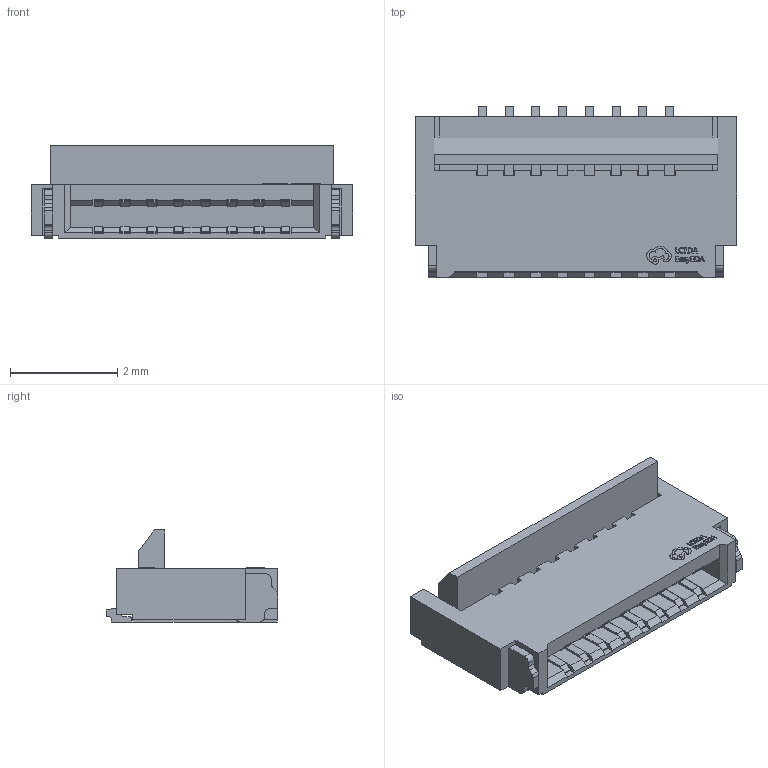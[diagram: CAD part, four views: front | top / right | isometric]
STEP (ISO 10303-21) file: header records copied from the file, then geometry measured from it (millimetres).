
FILE_DESCRIPTION (( 'STEP AP214' ), '1' );
FILE_NAME ('FFC-SMD_8P-P0.50_F0504-H-08-10G-R.step', '2022-06-24T02:12:00', ( '' ), ( '' ), 'SwSTEP 2.0', 'SolidWorks 2020', '' );
FILE_SCHEMA (( 'AUTOMOTIVE_DESIGN' ));
Length unit declared in the file: millimetre
Products named in the file (1): FFC-SMD_8P-P0.50_F0504-H-08-10G-R
Bounding box: 6 x 3.21 x 1.72 mm (x, y, z)
Volume: 12.6 mm3; surface area: 119 mm2
Topology: 3 solids, 3 shells, 766 faces, 2204 edges, 1484 vertices
Faces by surface type: plane 630, bspline 98, cylinder 38
Entity records: 33935 total; most frequent: CARTESIAN_POINT 5957, ORIENTED_EDGE 4408, DIRECTION 3404, EDGE_CURVE 2204, LINE 1914, VECTOR 1914, VERTEX_POINT 1484, EDGE_LOOP 824
